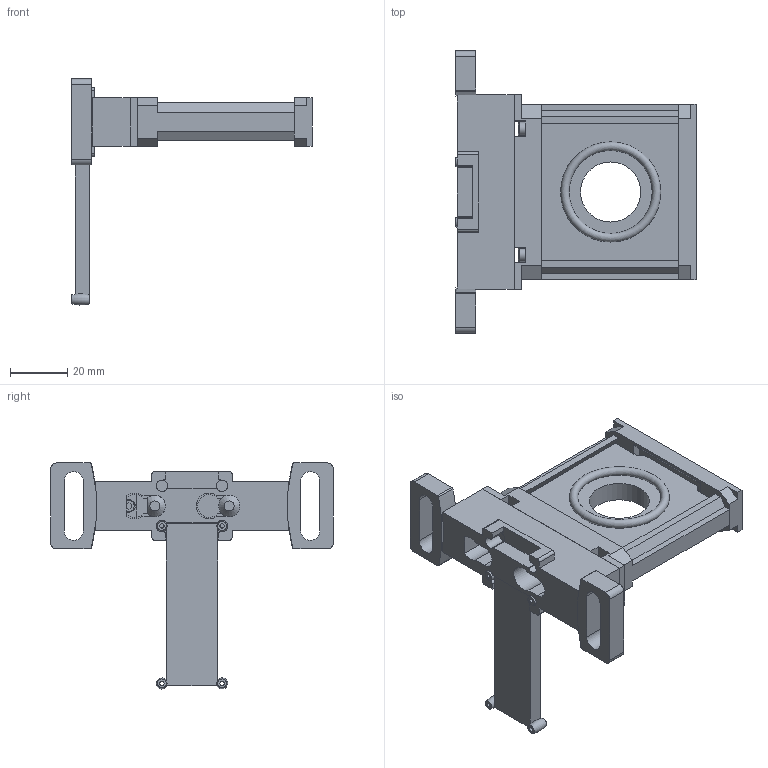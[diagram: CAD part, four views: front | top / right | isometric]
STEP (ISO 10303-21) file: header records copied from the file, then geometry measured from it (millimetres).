
FILE_DESCRIPTION(/* description */ ('STEP AP214'),/* implementation_level */ '2;1');
FILE_NAME(/* name */ '526073_MS6-WPM-D',/* time_stamp */ '2024-09-11T15:34:42+02:00',/* author */ ('License CC BY-ND 4.0'),/* organization */ ('CADENAS'),/* preprocessor_version */ 'ST-DEVELOPER v19.3',/* originating_system */ 'PARTsolutions',/* authorisation */ ' ');
FILE_SCHEMA (('AUTOMOTIVE_DESIGN {1 0 10303 214 3 1 1}'));
Length unit declared in the file: millimetre
Products named in the file (6): 526073 MS6-WPM-D---(1); 655909 MS6-WPM:PL---(pl2); 655611 MS6-V---(0verb); 655613 MS6-WPM---(1); 526073 MS6-WPM-D---(pl); 327382 B-29x3-N-NBR75
Assembly tree (6 placements, depth 2):
  526073 MS6-WPM-D---(1)
    655909 MS6-WPM:PL---(pl2)
    655611 MS6-V---(0verb)
    655613 MS6-WPM---(1)
    526073 MS6-WPM-D---(pl)
    327382 B-29x3-N-NBR75  x2
Bounding box: 84 x 98.6 x 78.94 mm (x, y, z)
Volume: 60835.3 mm3; surface area: 36282.8 mm2
Topology: 6 solids, 6 shells, 416 faces, 1127 edges, 748 vertices
Faces by surface type: plane 279, cylinder 112, cone 15, torus 10
Full cylindrical faces by diameter (mm): 1.5 x4, 2 x2, 3.242 x2, 4 x6, 4.3 x2, 4.33 x1, 4.5 x2, 5 x2, 7 x2, 7.5 x1, 8 x2, 21 x1, 27.5 x1, 34.6 x1
Entity records: 13246 total; most frequent: CARTESIAN_POINT 2298, DIRECTION 2124, ORIENTED_EDGE 2096, EDGE_CURVE 1048, LINE 762, VECTOR 762, VERTEX_POINT 726, AXIS2_PLACEMENT_3D 681
